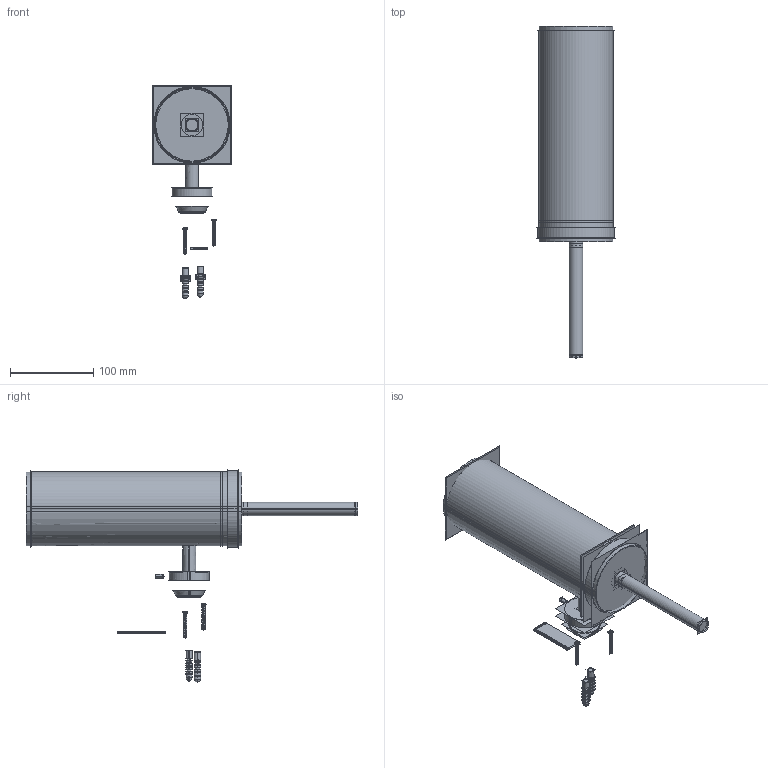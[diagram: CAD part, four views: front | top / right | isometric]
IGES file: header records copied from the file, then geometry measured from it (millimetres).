
Start section:  PTC IGES file: PRO025C.igs
Global section: file name: PRO025C.igs; native system: Pro/ENGINEER by Parametric Technology Corporation; preprocessor: 2009360; author: user321; organization: Unknown; date: 20191126.181424; units: millimetre
Bounding box: 95.68 x 398.8 x 256.8 mm (x, y, z)
Volume: 299043.3 mm3; surface area: 1641773.6 mm2
Topology: 16 solids, 19 shells, 1536 faces, 7408 edges, 9428 vertices
Faces by surface type: revolution 956, bspline 580
